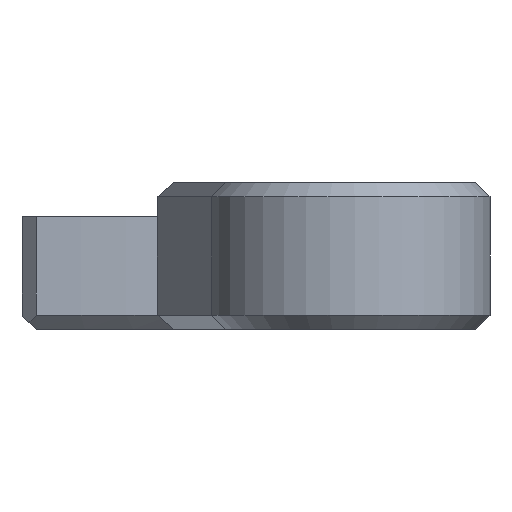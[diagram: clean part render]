
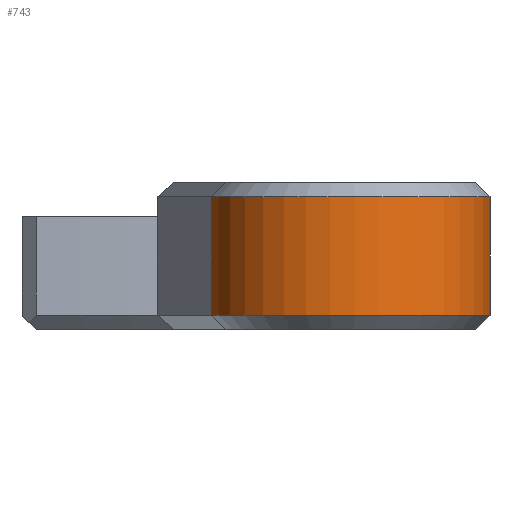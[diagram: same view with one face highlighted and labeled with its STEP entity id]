
A CAD part, left-side view. The second image highlights one B-rep face of the part: STEP entity #743.
In plain terms, the highlighted cylindrical face has radius 2.5 mm (diameter 5 mm), a partial arc.
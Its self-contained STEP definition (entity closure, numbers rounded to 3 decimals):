
#38=CYLINDRICAL_SURFACE('',#804,2.5);
#75=CIRCLE('',#799,2.5);
#77=CIRCLE('',#805,2.5);
#111=ORIENTED_EDGE('',*,*,#324,.F.);
#112=ORIENTED_EDGE('',*,*,#325,.T.);
#113=ORIENTED_EDGE('',*,*,#326,.T.);
#114=ORIENTED_EDGE('',*,*,#313,.T.);
#313=EDGE_CURVE('',#423,#422,#75,.F.);
#324=EDGE_CURVE('',#430,#422,#498,.T.);
#325=EDGE_CURVE('',#430,#431,#77,.T.);
#326=EDGE_CURVE('',#431,#423,#499,.T.);
#422=VERTEX_POINT('',#1072);
#423=VERTEX_POINT('',#1074);
#430=VERTEX_POINT('',#1096);
#431=VERTEX_POINT('',#1098);
#498=LINE('',#1095,#574);
#499=LINE('',#1099,#575);
#574=VECTOR('',#888,1000.);
#575=VECTOR('',#891,1000.);
#644=EDGE_LOOP('',(#111,#112,#113,#114));
#690=FACE_BOUND('',#644,.T.);
#743=ADVANCED_FACE('',(#690),#38,.T.);
#799=AXIS2_PLACEMENT_3D('',#1073,#867,#868);
#804=AXIS2_PLACEMENT_3D('',#1094,#886,#887);
#805=AXIS2_PLACEMENT_3D('',#1097,#889,#890);
#867=DIRECTION('',(0.,0.,1.));
#868=DIRECTION('',(0.978,0.21,0.));
#886=DIRECTION('',(0.,0.,1.));
#887=DIRECTION('',(0.978,0.21,0.));
#888=DIRECTION('',(0.,0.,1.));
#889=DIRECTION('',(0.,0.,1.));
#890=DIRECTION('',(1.,0.,0.));
#891=DIRECTION('',(0.,0.,1.));
#1072=CARTESIAN_POINT('',(-6.546,-0.723,0.351));
#1073=CARTESIAN_POINT('',(-6.021,-3.167,0.351));
#1074=CARTESIAN_POINT('',(-5.496,-5.611,0.351));
#1094=CARTESIAN_POINT('',(-6.021,-3.167,-1.999));
#1095=CARTESIAN_POINT('',(-6.546,-0.723,-1.999));
#1096=CARTESIAN_POINT('',(-6.546,-0.723,-1.749));
#1097=CARTESIAN_POINT('',(-6.021,-3.167,-1.749));
#1098=CARTESIAN_POINT('',(-5.496,-5.611,-1.749));
#1099=CARTESIAN_POINT('',(-5.496,-5.611,-1.999));
